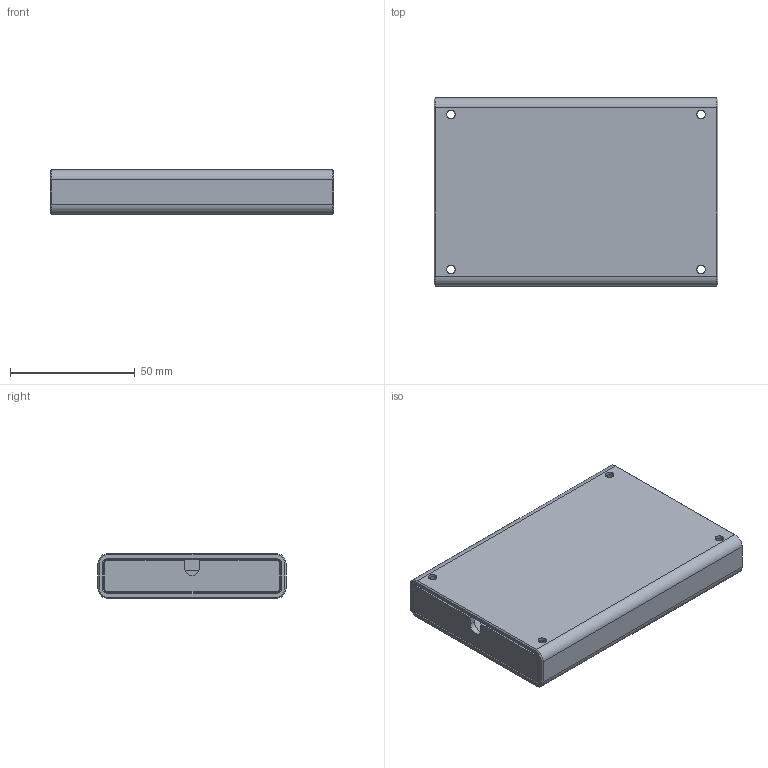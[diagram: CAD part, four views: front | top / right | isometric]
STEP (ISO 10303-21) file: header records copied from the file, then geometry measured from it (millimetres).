
FILE_DESCRIPTION(/* description */ ('','CAx-IF Rec.Pracs.---Representation and Presentation of Product Manufacturing Information (PMI)---4.0---2014-10-13'),/* implementation_level */ '2;1');
FILE_NAME(/* name */ 'Zaparoo design.step',/* time_stamp */ '2025-01-07T09:13:39-05:00',/* author */ (''),/* organization */ (''),/* preprocessor_version */ 'ST-DEVELOPER v20',/* originating_system */ 'Autodesk Translation Framework v13.20.0.188',/* authorisation */ '');
FILE_SCHEMA (('AP242_MANAGED_MODEL_BASED_3D_ENGINEERING_MIM_LF { 1 0 10303 442 1 1 4 }'));
Length unit declared in the file: millimetre
Products named in the file (3): Taki Small Case; TapTo enclosure; TapTo rear
Assembly tree (2 placements, depth 2):
  Taki Small Case
    TapTo enclosure
    TapTo rear
Bounding box: 113.93 x 75.58 x 18 mm (x, y, z)
Volume: 71483.5 mm3; surface area: 56566 mm2
Topology: 2 solids, 2 shells, 237 faces, 624 edges, 384 vertices
Faces by surface type: plane 174, cylinder 45, cone 18
Full cylindrical faces by diameter (mm): 3.4 x4
Entity records: 7301 total; most frequent: CARTESIAN_POINT 1286, ORIENTED_EDGE 1248, DIRECTION 1226, EDGE_CURVE 624, LINE 498, VECTOR 498, VERTEX_POINT 384, AXIS2_PLACEMENT_3D 364
